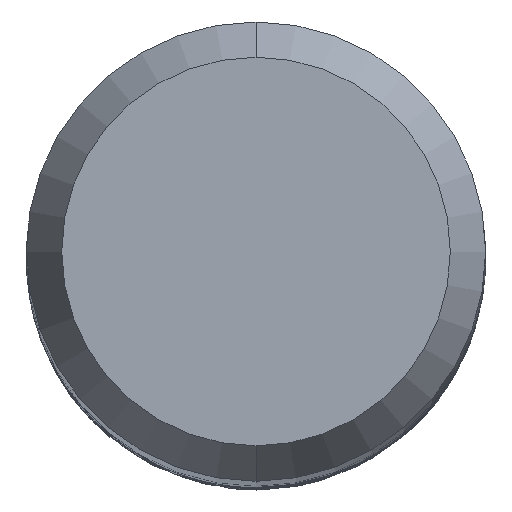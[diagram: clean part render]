
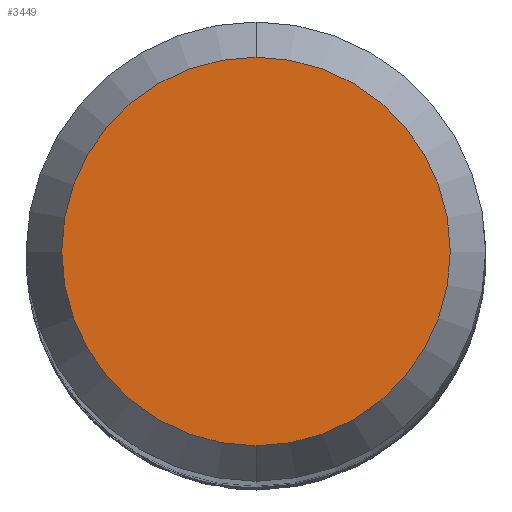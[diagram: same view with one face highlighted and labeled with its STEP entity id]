
A CAD part, top view. The second image highlights one B-rep face of the part: STEP entity #3449.
In plain terms, the highlighted planar face has unit normal (0, 0, 1).
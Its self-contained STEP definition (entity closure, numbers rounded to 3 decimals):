
#2175=EDGE_CURVE('',#2445,#3219,#4686,.T.);
#2403=EDGE_CURVE('',#3219,#2445,#4932,.T.);
#2445=VERTEX_POINT('',#4978);
#3219=VERTEX_POINT('',#5818);
#3449=ADVANCED_FACE('',(#6066),#6067,.T.);
#4686=CIRCLE('',#14556,2.538);
#4932=CIRCLE('',#16630,2.538);
#4978=CARTESIAN_POINT('',(0.0,2.538,0.0));
#5818=CARTESIAN_POINT('',(0.,-2.538,0.0));
#6066=FACE_OUTER_BOUND('',#28336,.T.);
#6067=PLANE('',#28337);
#14556=AXIS2_PLACEMENT_3D('',#31477,#31478,#31479);
#16630=AXIS2_PLACEMENT_3D('',#31732,#31733,#31734);
#28336=EDGE_LOOP('',(#32928,#32929));
#28337=AXIS2_PLACEMENT_3D('',#32930,#32931,#32932);
#31477=CARTESIAN_POINT('',(0.0,0.0,0.0));
#31478=DIRECTION('',(0.0,0.0,-1.0));
#31479=DIRECTION('',(0.0,1.0,0.0));
#31732=CARTESIAN_POINT('',(0.0,0.0,0.0));
#31733=DIRECTION('',(0.0,0.0,-1.0));
#31734=DIRECTION('',(0.0,1.0,0.0));
#32928=ORIENTED_EDGE('',*,*,#2175,.F.);
#32929=ORIENTED_EDGE('',*,*,#2403,.F.);
#32930=CARTESIAN_POINT('',(0.0,1.269,0.0));
#32931=DIRECTION('',(-0.0,0.0,1.0));
#32932=DIRECTION('',(0.0,-1.0,0.0));
